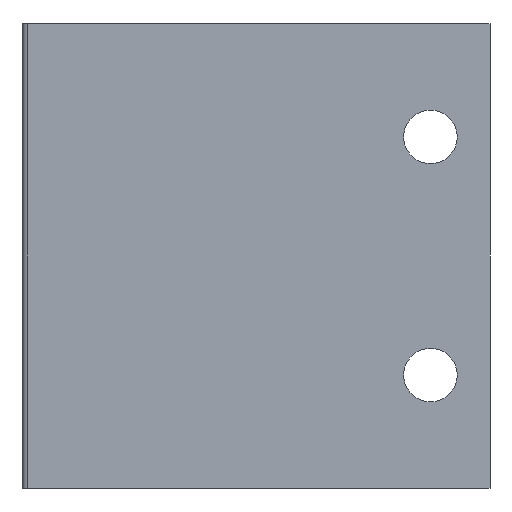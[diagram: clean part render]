
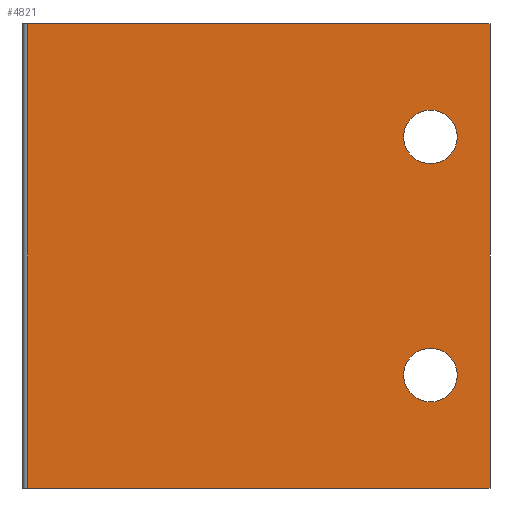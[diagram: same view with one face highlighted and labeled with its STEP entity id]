
A CAD part, front view. The second image highlights one B-rep face of the part: STEP entity #4821.
In plain terms, the highlighted planar face has unit normal (0, -1, 0).
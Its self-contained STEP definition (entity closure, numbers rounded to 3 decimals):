
#88 = CARTESIAN_POINT ( 'NONE',  ( 10489.145, 2720.705, 54.5 ) ) ;
#93 = LINE ( 'NONE', #1050, #4476 ) ;
#133 = PLANE ( 'NONE',  #6769 ) ;
#337 = VERTEX_POINT ( 'NONE', #1609 ) ;
#430 = FACE_BOUND ( 'NONE', #5430, .T. ) ;
#489 = CARTESIAN_POINT ( 'NONE',  ( 10489.145, 2720.705, 14.5 ) ) ;
#491 = DIRECTION ( 'NONE',  ( 1., 0., 0. ) ) ;
#566 = CARTESIAN_POINT ( 'NONE',  ( 10499.145, 2720.705, 10. ) ) ;
#631 = CARTESIAN_POINT ( 'NONE',  ( 10489.145, 2720.705, 23.5 ) ) ;
#680 = LINE ( 'NONE', #6616, #3586 ) ;
#686 = DIRECTION ( 'NONE',  ( 0., 0., 1. ) ) ;
#700 = LINE ( 'NONE', #566, #3601 ) ;
#800 = CARTESIAN_POINT ( 'NONE',  ( 10499.145, 2720.705, 0. ) ) ;
#830 = CARTESIAN_POINT ( 'NONE',  ( 10489.145, 2720.705, 59. ) ) ;
#882 = DIRECTION ( 'NONE',  ( 0., 0., 1. ) ) ;
#911 = EDGE_CURVE ( 'NONE', #5268, #3751, #4014, .T. ) ;
#995 = EDGE_LOOP ( 'NONE', ( #3910, #1680 ) ) ;
#1030 = VERTEX_POINT ( 'NONE', #6357 ) ;
#1050 = CARTESIAN_POINT ( 'NONE',  ( 10421.559, 2720.705, 78. ) ) ;
#1066 = DIRECTION ( 'NONE',  ( 1., 0., 0. ) ) ;
#1146 = EDGE_CURVE ( 'NONE', #5516, #1030, #5360, .T. ) ;
#1258 = CARTESIAN_POINT ( 'NONE',  ( 10489.145, 2720.705, 59. ) ) ;
#1526 = CARTESIAN_POINT ( 'NONE',  ( 10421.559, 2720.705, 78. ) ) ;
#1553 = CIRCLE ( 'NONE', #1569, 4.5 ) ;
#1569 = AXIS2_PLACEMENT_3D ( 'NONE', #2744, #6565, #3296 ) ;
#1609 = CARTESIAN_POINT ( 'NONE',  ( 10499.145, 2720.705, 78. ) ) ;
#1680 = ORIENTED_EDGE ( 'NONE', *, *, #4844, .T. ) ;
#1761 = DIRECTION ( 'NONE',  ( 0., 1., 0. ) ) ;
#1762 = CARTESIAN_POINT ( 'NONE',  ( 10489.145, 2720.705, 19. ) ) ;
#1813 = DIRECTION ( 'NONE',  ( 0., 0., 1. ) ) ;
#1820 = VERTEX_POINT ( 'NONE', #4581 ) ;
#2233 = EDGE_CURVE ( 'NONE', #4526, #337, #93, .T. ) ;
#2308 = AXIS2_PLACEMENT_3D ( 'NONE', #1762, #2885, #4573 ) ;
#2611 = ORIENTED_EDGE ( 'NONE', *, *, #7033, .T. ) ;
#2744 = CARTESIAN_POINT ( 'NONE',  ( 10489.145, 2720.705, 19. ) ) ;
#2849 = VERTEX_POINT ( 'NONE', #800 ) ;
#2885 = DIRECTION ( 'NONE',  ( 0., 1., 0. ) ) ;
#3026 = ORIENTED_EDGE ( 'NONE', *, *, #5447, .F. ) ;
#3144 = CIRCLE ( 'NONE', #6397, 4.5 ) ;
#3296 = DIRECTION ( 'NONE',  ( 0., 0., 1. ) ) ;
#3352 = DIRECTION ( 'NONE',  ( 0., 0., -1. ) ) ;
#3586 = VECTOR ( 'NONE', #3352, 1000. ) ;
#3601 = VECTOR ( 'NONE', #3842, 1000. ) ;
#3649 = ORIENTED_EDGE ( 'NONE', *, *, #3846, .T. ) ;
#3751 = VERTEX_POINT ( 'NONE', #489 ) ;
#3842 = DIRECTION ( 'NONE',  ( 0., 0., -1. ) ) ;
#3846 = EDGE_CURVE ( 'NONE', #3751, #5268, #1553, .T. ) ;
#3910 = ORIENTED_EDGE ( 'NONE', *, *, #1146, .T. ) ;
#4014 = CIRCLE ( 'NONE', #2308, 4.5 ) ;
#4040 = FACE_BOUND ( 'NONE', #995, .T. ) ;
#4327 = VECTOR ( 'NONE', #491, 1000. ) ;
#4476 = VECTOR ( 'NONE', #1066, 1000. ) ;
#4526 = VERTEX_POINT ( 'NONE', #1526 ) ;
#4573 = DIRECTION ( 'NONE',  ( 0., 0., 1. ) ) ;
#4581 = CARTESIAN_POINT ( 'NONE',  ( 10421.559, 2720.705, 0. ) ) ;
#4712 = DIRECTION ( 'NONE',  ( 0., 1., 0. ) ) ;
#4793 = FACE_OUTER_BOUND ( 'NONE', #6344, .T. ) ;
#4821 = ADVANCED_FACE ( 'NONE', ( #4040, #430, #4793 ), #133, .F. ) ;
#4844 = EDGE_CURVE ( 'NONE', #1030, #5516, #3144, .T. ) ;
#4850 = ORIENTED_EDGE ( 'NONE', *, *, #2233, .F. ) ;
#5079 = DIRECTION ( 'NONE',  ( 0., 1., 0. ) ) ;
#5268 = VERTEX_POINT ( 'NONE', #631 ) ;
#5360 = CIRCLE ( 'NONE', #7057, 4.5 ) ;
#5430 = EDGE_LOOP ( 'NONE', ( #3649, #5626 ) ) ;
#5447 = EDGE_CURVE ( 'NONE', #337, #2849, #700, .T. ) ;
#5516 = VERTEX_POINT ( 'NONE', #88 ) ;
#5626 = ORIENTED_EDGE ( 'NONE', *, *, #911, .T. ) ;
#5777 = LINE ( 'NONE', #7021, #4327 ) ;
#6344 = EDGE_LOOP ( 'NONE', ( #3026, #4850, #6634, #2611 ) ) ;
#6357 = CARTESIAN_POINT ( 'NONE',  ( 10489.145, 2720.705, 63.5 ) ) ;
#6397 = AXIS2_PLACEMENT_3D ( 'NONE', #1258, #5079, #1813 ) ;
#6489 = EDGE_CURVE ( 'NONE', #4526, #1820, #680, .T. ) ;
#6565 = DIRECTION ( 'NONE',  ( 0., 1., 0. ) ) ;
#6616 = CARTESIAN_POINT ( 'NONE',  ( 10421.559, 2720.705, 10. ) ) ;
#6634 = ORIENTED_EDGE ( 'NONE', *, *, #6489, .T. ) ;
#6669 = CARTESIAN_POINT ( 'NONE',  ( 10421.559, 2720.705, 10. ) ) ;
#6769 = AXIS2_PLACEMENT_3D ( 'NONE', #6669, #1761, #686 ) ;
#7021 = CARTESIAN_POINT ( 'NONE',  ( 10421.559, 2720.705, 0. ) ) ;
#7033 = EDGE_CURVE ( 'NONE', #1820, #2849, #5777, .T. ) ;
#7057 = AXIS2_PLACEMENT_3D ( 'NONE', #830, #4712, #882 ) ;
